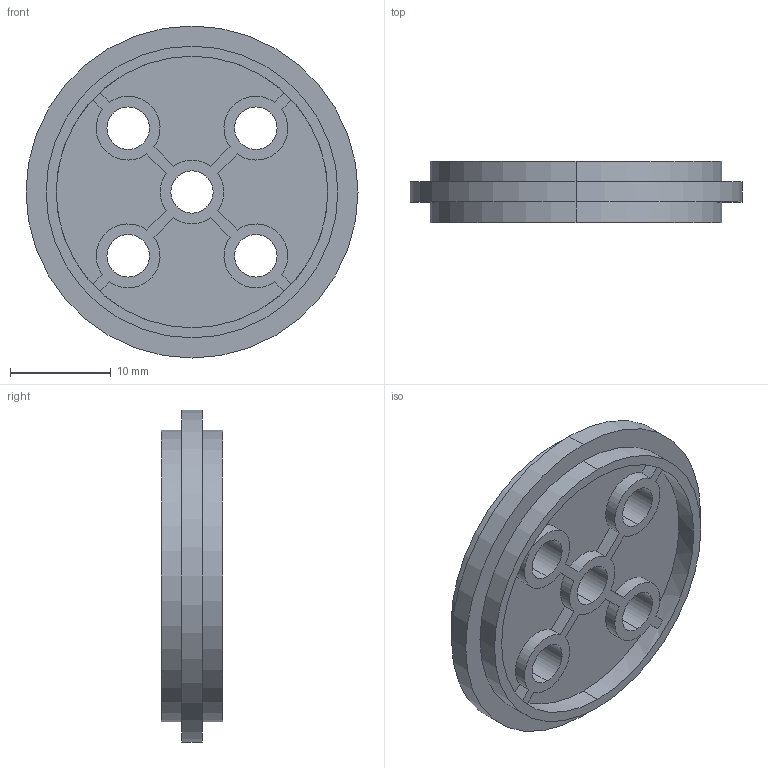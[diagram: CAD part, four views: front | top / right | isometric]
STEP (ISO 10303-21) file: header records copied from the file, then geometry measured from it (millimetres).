
FILE_DESCRIPTION (( 'STEP AP214' ), '1' );
FILE_NAME ('228-2500-191.STEP', '2014-03-06T18:53:36', ( '' ), ( '' ), 'SwSTEP 2.0', 'SolidWorks 2013', '' );
FILE_SCHEMA (( 'AUTOMOTIVE_DESIGN' ));
Length unit declared in the file: millimetre
Products named in the file (1): 228-2500-191
Bounding box: 33 x 6.1 x 33 mm (x, y, z)
Volume: 2200.6 mm3; surface area: 3101.7 mm2
Topology: 1 solids, 1 shells, 100 faces, 282 edges, 188 vertices
Faces by surface type: cylinder 54, plane 46
Entity records: 3344 total; most frequent: DIRECTION 608, CARTESIAN_POINT 571, ORIENTED_EDGE 564, EDGE_CURVE 282, AXIS2_PLACEMENT_3D 225, VERTEX_POINT 188, VECTOR 158, LINE 158
